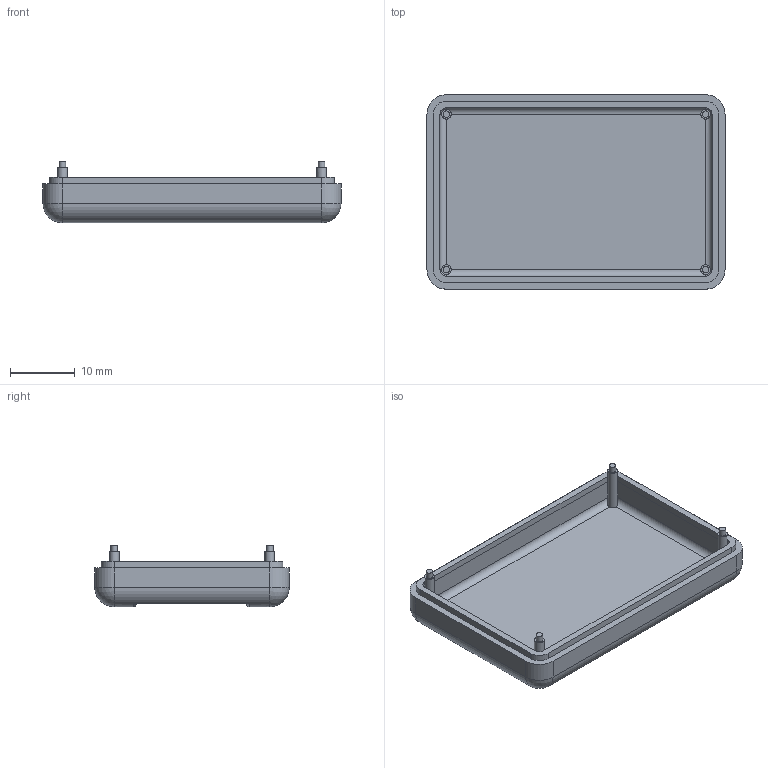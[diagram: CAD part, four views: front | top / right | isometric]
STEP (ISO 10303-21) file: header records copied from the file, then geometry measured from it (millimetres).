
FILE_DESCRIPTION(('FreeCAD Model'),'2;1');
FILE_NAME('Open CASCADE Shape Model','2024-07-07T09:37:39',('Author'),( ''),'Open CASCADE STEP processor 7.6','FreeCAD','Unknown');
FILE_SCHEMA(('AUTOMOTIVE_DESIGN { 1 0 10303 214 1 1 1 1 }'));
Length unit declared in the file: millimetre
Products named in the file (1): Bottom
Bounding box: 46 x 30 x 9.5 mm (x, y, z)
Volume: 3444.5 mm3; surface area: 4338.6 mm2
Topology: 1 solids, 1 shells, 78 faces, 182 edges, 108 vertices
Faces by surface type: cylinder 34, plane 32, sphere 8, torus 4
Full cylindrical faces by diameter (mm): 1 x4, 1.5 x4
Entity records: 2467 total; most frequent: CARTESIAN_POINT 652, DIRECTION 400, ORIENTED_EDGE 356, EDGE_CURVE 178, AXIS2_PLACEMENT_3D 155, VERTEX_POINT 108, LINE 90, VECTOR 90
